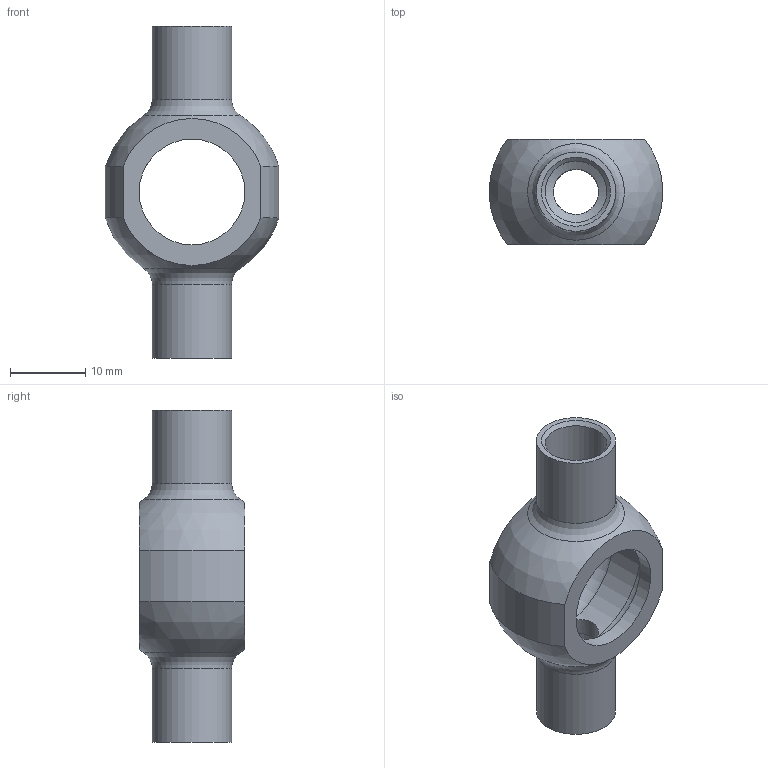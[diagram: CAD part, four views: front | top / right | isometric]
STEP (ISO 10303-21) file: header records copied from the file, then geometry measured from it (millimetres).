
FILE_DESCRIPTION((''),'2;1');
FILE_NAME('74732408.stp','2014-09-08T15:39:31',(''),('KNOMI spol. s r. o.'),'Autodesk Inventor 2012','Autodesk Inventor 2012','');
FILE_SCHEMA(('AUTOMOTIVE_DESIGN { 1 2 10303 214 0 1 1 1 }'));
Length unit declared in the file: millimetre
Products named in the file (1): Oko T st.příp.pájecí D14/Tr08
Bounding box: 23 x 14 x 44 mm (x, y, z)
Volume: 2891 mm3; surface area: 3415.9 mm2
Topology: 1 solids, 1 shells, 26 faces, 70 edges, 44 vertices
Faces by surface type: cylinder 12, torus 4, cone 4, plane 4, sphere 2
Full cylindrical faces by diameter (mm): 6 x2, 8.15 x2, 10.5 x2, 14 x2
Entity records: 778 total; most frequent: CARTESIAN_POINT 209, DIRECTION 118, ORIENTED_EDGE 88, AXIS2_PLACEMENT_3D 57, EDGE_LOOP 48, EDGE_CURVE 44, VERTEX_POINT 36, CIRCLE 30
